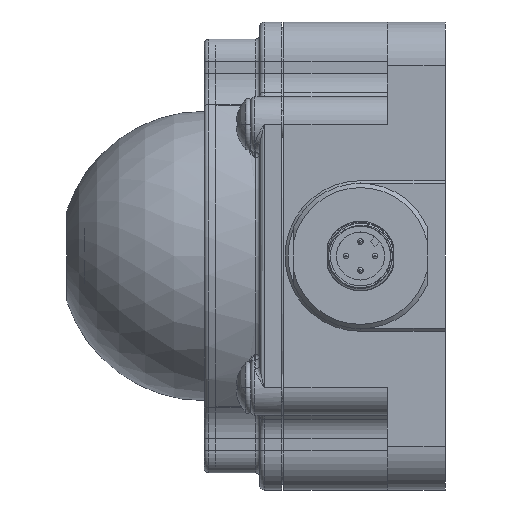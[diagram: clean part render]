
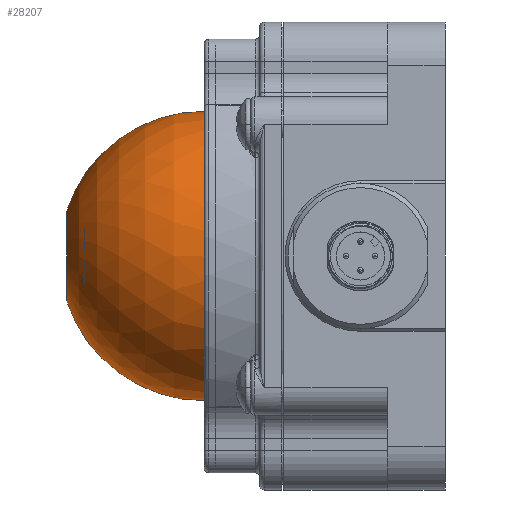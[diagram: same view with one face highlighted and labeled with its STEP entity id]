
A CAD part, left-side view. The second image highlights one B-rep face of the part: STEP entity #28207.
In plain terms, the highlighted spherical face has radius 25 mm.
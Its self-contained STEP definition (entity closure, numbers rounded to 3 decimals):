
#27886=CARTESIAN_POINT('',(0.,0.,0.));
#27887=DIRECTION('',(0.,1.,0.));
#27888=DIRECTION('',(0.,0.,-1.));
#27889=AXIS2_PLACEMENT_3D('',#27886,#27887,#27888);
#27915=CARTESIAN_POINT('',(0.,-23.768,0.));
#27916=DIRECTION('',(1.,0.,0.));
#27917=DIRECTION('',(0.,0.,-1.));
#27918=AXIS2_PLACEMENT_3D('',#27915,#27916,#27917);
#27920=CARTESIAN_POINT('',(0.,-23.768,0.));
#27921=DIRECTION('',(-1.,0.,0.));
#27922=DIRECTION('',(0.,0.,1.));
#27923=AXIS2_PLACEMENT_3D('',#27920,#27921,#27922);
#27925=CARTESIAN_POINT('',(0.,-23.768,0.));
#27926=DIRECTION('',(0.,1.,0.));
#27927=DIRECTION('',(0.,0.,-1.));
#27928=AXIS2_PLACEMENT_3D('',#27925,#27926,#27927);
#28014=CARTESIAN_POINT('',(0.,-23.768,-25.));
#28015=CARTESIAN_POINT('',(0.,0.,-7.75));
#28016=VERTEX_POINT('',#28014);
#28017=VERTEX_POINT('',#28015);
#28018=CARTESIAN_POINT('',(0.,-23.768,25.));
#28019=CARTESIAN_POINT('',(0.,0.,7.75));
#28020=VERTEX_POINT('',#28018);
#28021=VERTEX_POINT('',#28019);
#28195=CARTESIAN_POINT('',(0.,-23.768,0.));
#28196=DIRECTION('',(0.,-1.,0.));
#28197=DIRECTION('',(0.,0.,1.));
#28198=AXIS2_PLACEMENT_3D('',#28195,#28196,#28197);
#28199=SPHERICAL_SURFACE('',#28198,25.);
#28200=ORIENTED_EDGE('',*,*,#28185,.T.);
#28201=ORIENTED_EDGE('',*,*,#28147,.T.);
#28202=ORIENTED_EDGE('',*,*,#28189,.F.);
#28204=ORIENTED_EDGE('',*,*,#28203,.F.);
#28205=EDGE_LOOP('',(#28200,#28201,#28202,#28204));
#28206=FACE_OUTER_BOUND('',#28205,.F.);
#28207=ADVANCED_FACE('',(#28206),#28199,.T.);
#27890=CIRCLE('',#27889,7.75);
#27919=CIRCLE('',#27918,25.);
#27924=CIRCLE('',#27923,25.);
#27929=CIRCLE('',#27928,25.);
#28147=EDGE_CURVE('',#28017,#28021,#27890,.T.);
#28185=EDGE_CURVE('',#28016,#28017,#27919,.T.);
#28189=EDGE_CURVE('',#28020,#28021,#27924,.T.);
#28203=EDGE_CURVE('',#28016,#28020,#27929,.T.);
